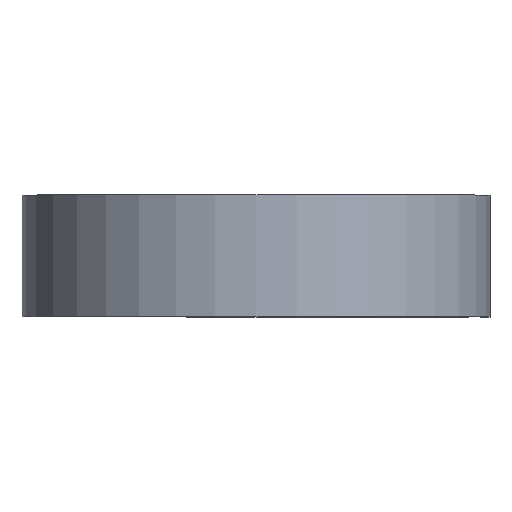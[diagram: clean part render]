
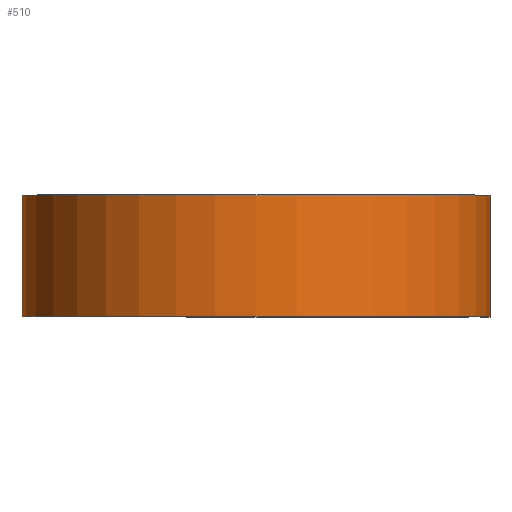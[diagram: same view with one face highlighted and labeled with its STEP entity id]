
A CAD part, top view. The second image highlights one B-rep face of the part: STEP entity #510.
In plain terms, the highlighted cylindrical face has radius 30.582 mm (diameter 61.163 mm), a partial arc.
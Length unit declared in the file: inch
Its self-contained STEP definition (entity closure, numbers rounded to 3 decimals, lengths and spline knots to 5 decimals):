
#20 = CARTESIAN_POINT ( 'NONE',  ( 1.204, -0.3125, 0. ) ) ;
#26 = DIRECTION ( 'NONE',  ( 0., 1., 0. ) ) ;
#56 = CIRCLE ( 'NONE', #449, 1.204 ) ;
#74 = EDGE_LOOP ( 'NONE', ( #483, #147, #197, #615 ) ) ;
#147 = ORIENTED_EDGE ( 'NONE', *, *, #294, .F. ) ;
#156 = CARTESIAN_POINT ( 'NONE',  ( 0., 0.3125, 0. ) ) ;
#197 = ORIENTED_EDGE ( 'NONE', *, *, #305, .F. ) ;
#228 = CYLINDRICAL_SURFACE ( 'NONE', #663, 1.204 ) ;
#244 = CARTESIAN_POINT ( 'NONE',  ( 0., -0.3125, -1.204 ) ) ;
#265 = CARTESIAN_POINT ( 'NONE',  ( 0., -0.3125, 0. ) ) ;
#277 = CARTESIAN_POINT ( 'NONE',  ( 0., 0.3125, 0. ) ) ;
#279 = DIRECTION ( 'NONE',  ( 0., 1., 0. ) ) ;
#282 = AXIS2_PLACEMENT_3D ( 'NONE', #265, #26, #721 ) ;
#294 = EDGE_CURVE ( 'NONE', #388, #431, #689, .T. ) ;
#305 = EDGE_CURVE ( 'NONE', #455, #388, #56, .T. ) ;
#306 = DIRECTION ( 'NONE',  ( 1., 0., 0. ) ) ;
#311 = VECTOR ( 'NONE', #669, 39.37008 ) ;
#316 = FACE_OUTER_BOUND ( 'NONE', #74, .T. ) ;
#354 = DIRECTION ( 'NONE',  ( 0., 0., -1. ) ) ;
#374 = CIRCLE ( 'NONE', #282, 1.204 ) ;
#388 = VERTEX_POINT ( 'NONE', #704 ) ;
#391 = LINE ( 'NONE', #651, #311 ) ;
#431 = VERTEX_POINT ( 'NONE', #20 ) ;
#449 = AXIS2_PLACEMENT_3D ( 'NONE', #277, #279, #306 ) ;
#455 = VERTEX_POINT ( 'NONE', #655 ) ;
#463 = EDGE_CURVE ( 'NONE', #524, #431, #374, .T. ) ;
#470 = CARTESIAN_POINT ( 'NONE',  ( 1.204, 0.3125, 0. ) ) ;
#483 = ORIENTED_EDGE ( 'NONE', *, *, #463, .T. ) ;
#487 = EDGE_CURVE ( 'NONE', #455, #524, #391, .T. ) ;
#510 = ADVANCED_FACE ( 'NONE', ( #316 ), #228, .T. ) ;
#524 = VERTEX_POINT ( 'NONE', #244 ) ;
#538 = DIRECTION ( 'NONE',  ( 0., -1., 0. ) ) ;
#615 = ORIENTED_EDGE ( 'NONE', *, *, #487, .T. ) ;
#617 = DIRECTION ( 'NONE',  ( 0., -1., 0. ) ) ;
#651 = CARTESIAN_POINT ( 'NONE',  ( 0., 0.3125, -1.204 ) ) ;
#655 = CARTESIAN_POINT ( 'NONE',  ( 0., 0.3125, -1.204 ) ) ;
#663 = AXIS2_PLACEMENT_3D ( 'NONE', #156, #617, #354 ) ;
#669 = DIRECTION ( 'NONE',  ( 0., -1., 0. ) ) ;
#675 = VECTOR ( 'NONE', #538, 39.37008 ) ;
#689 = LINE ( 'NONE', #470, #675 ) ;
#704 = CARTESIAN_POINT ( 'NONE',  ( 1.204, 0.3125, 0. ) ) ;
#721 = DIRECTION ( 'NONE',  ( 1., 0., 0. ) ) ;
